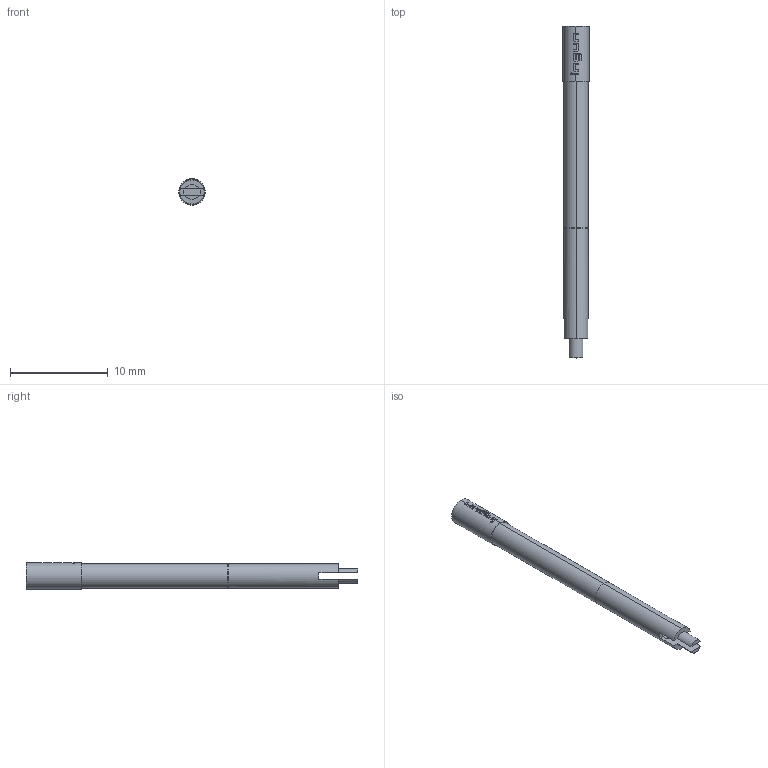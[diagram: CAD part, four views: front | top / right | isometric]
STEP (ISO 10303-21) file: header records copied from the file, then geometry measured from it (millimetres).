
FILE_DESCRIPTION (( 'STEP AP203' ), '1' );
FILE_NAME ('INGUN_KS-VF3.STEP', '2022-02-09T05:38:23', ( 'ochi' ), ( '' ), 'SwSTEP 2.0', 'SolidWorks 2018', '' );
FILE_SCHEMA (( 'CONFIG_CONTROL_DESIGN' ));
Length unit declared in the file: millimetre
Products named in the file (1): INGUN_KS-VF3
Bounding box: 2.7 x 34 x 2.7 mm (x, y, z)
Volume: 148.9 mm3; surface area: 309.8 mm2
Topology: 1 solids, 1 shells, 99 faces, 280 edges, 185 vertices
Faces by surface type: bspline 47, plane 26, cylinder 21, cone 5
Entity records: 4408 total; most frequent: CARTESIAN_POINT 2287, ORIENTED_EDGE 560, EDGE_CURVE 280, DIRECTION 209, B_SPLINE_CURVE_WITH_KNOTS 207, VERTEX_POINT 185, EDGE_LOOP 101, ADVANCED_FACE 99
